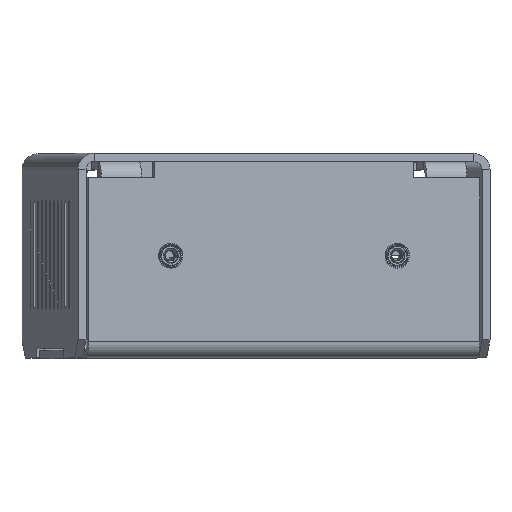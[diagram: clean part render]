
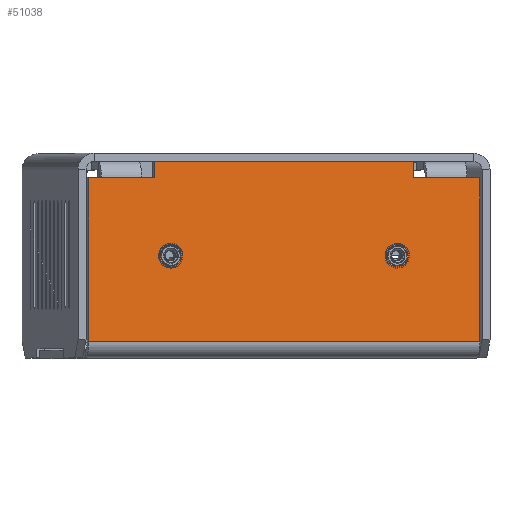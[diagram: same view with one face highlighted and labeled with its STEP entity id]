
A CAD part, top view. The second image highlights one B-rep face of the part: STEP entity #51038.
In plain terms, the highlighted face is planar.
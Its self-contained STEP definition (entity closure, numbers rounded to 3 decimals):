
#652 = CARTESIAN_POINT ( 'NONE',  ( -30.5, 33.637, -38.85 ) ) ;
#780 = LINE ( 'NONE', #13611, #87970 ) ;
#898 = CARTESIAN_POINT ( 'NONE',  ( -30.5, 18.413, -20.392 ) ) ;
#1812 = EDGE_CURVE ( 'NONE', #93669, #95899, #103804, .T. ) ;
#2888 = CARTESIAN_POINT ( 'NONE',  ( -30.5, 18.413, -24.608 ) ) ;
#3001 = VERTEX_POINT ( 'NONE', #106609 ) ;
#3682 = DIRECTION ( 'NONE',  ( 0., 0., 1. ) ) ;
#4281 = CIRCLE ( 'NONE', #104304, 2.108 ) ;
#5259 = CARTESIAN_POINT ( 'NONE',  ( -30.5, 33.637, 25.77 ) ) ;
#5717 = DIRECTION ( 'NONE',  ( -1., 0., 0. ) ) ;
#6559 = DIRECTION ( 'NONE',  ( 0., 0., 1. ) ) ;
#7400 = LINE ( 'NONE', #88749, #108235 ) ;
#7856 = DIRECTION ( 'NONE',  ( -1., 0., 0. ) ) ;
#8414 = VECTOR ( 'NONE', #43967, 1000. ) ;
#11658 = CARTESIAN_POINT ( 'NONE',  ( -30.5, 33.637, 25.77 ) ) ;
#12907 = CARTESIAN_POINT ( 'NONE',  ( -30.5, 33.637, -36.31 ) ) ;
#13611 = CARTESIAN_POINT ( 'NONE',  ( -30.5, 33.637, 0. ) ) ;
#14477 = EDGE_CURVE ( 'NONE', #95899, #66738, #115018, .T. ) ;
#14865 = DIRECTION ( 'NONE',  ( 0., 0., 1. ) ) ;
#14894 = ORIENTED_EDGE ( 'NONE', *, *, #85481, .F. ) ;
#16580 = EDGE_CURVE ( 'NONE', #16843, #105617, #60051, .T. ) ;
#16694 = ORIENTED_EDGE ( 'NONE', *, *, #37564, .T. ) ;
#16755 = EDGE_CURVE ( 'NONE', #56877, #72538, #92015, .T. ) ;
#16843 = VERTEX_POINT ( 'NONE', #2888 ) ;
#16974 = VERTEX_POINT ( 'NONE', #63584 ) ;
#17308 = DIRECTION ( 'NONE',  ( 0., 0., 1. ) ) ;
#17668 = ORIENTED_EDGE ( 'NONE', *, *, #90647, .F. ) ;
#18115 = VECTOR ( 'NONE', #14865, 1000. ) ;
#19525 = DIRECTION ( 'NONE',  ( -1., 0., 0. ) ) ;
#21655 = EDGE_CURVE ( 'NONE', #16974, #62914, #22630, .T. ) ;
#21901 = DIRECTION ( 'NONE',  ( 0., -1., 0. ) ) ;
#22630 = LINE ( 'NONE', #652, #97546 ) ;
#23585 = FACE_BOUND ( 'NONE', #59947, .T. ) ;
#23808 = CARTESIAN_POINT ( 'NONE',  ( -30.5, 33.637, -25.77 ) ) ;
#26718 = DIRECTION ( 'NONE',  ( 0., 0., 1. ) ) ;
#28013 = DIRECTION ( 'NONE',  ( 0., 0., 1. ) ) ;
#28133 = PLANE ( 'NONE',  #96761 ) ;
#28252 = ORIENTED_EDGE ( 'NONE', *, *, #1812, .F. ) ;
#29447 = ORIENTED_EDGE ( 'NONE', *, *, #35019, .F. ) ;
#29806 = CIRCLE ( 'NONE', #48484, 2.108 ) ;
#30827 = EDGE_CURVE ( 'NONE', #66738, #121799, #780, .T. ) ;
#34190 = CARTESIAN_POINT ( 'NONE',  ( -30.5, 33.637, 0. ) ) ;
#34824 = VECTOR ( 'NONE', #17308, 1000. ) ;
#35019 = EDGE_CURVE ( 'NONE', #72538, #56877, #29806, .T. ) ;
#37359 = VECTOR ( 'NONE', #43103, 1000. ) ;
#37564 = EDGE_CURVE ( 'NONE', #95296, #3001, #7400, .T. ) ;
#37622 = EDGE_CURVE ( 'NONE', #63658, #122332, #120393, .T. ) ;
#37965 = VECTOR ( 'NONE', #40984, 1000. ) ;
#38433 = CARTESIAN_POINT ( 'NONE',  ( -30.5, -29.473, 0. ) ) ;
#39425 = CARTESIAN_POINT ( 'NONE',  ( -30.5, 33.637, 28.31 ) ) ;
#39704 = CARTESIAN_POINT ( 'NONE',  ( -30.5, 33.637, -25.77 ) ) ;
#39995 = CARTESIAN_POINT ( 'NONE',  ( -30.5, 18.413, -22.5 ) ) ;
#40612 = ORIENTED_EDGE ( 'NONE', *, *, #72775, .F. ) ;
#40984 = DIRECTION ( 'NONE',  ( 0., 1., 0. ) ) ;
#42904 = VERTEX_POINT ( 'NONE', #44982 ) ;
#43103 = DIRECTION ( 'NONE',  ( 0., 1., 0. ) ) ;
#43967 = DIRECTION ( 'NONE',  ( 0., 0., 1. ) ) ;
#44982 = CARTESIAN_POINT ( 'NONE',  ( -30.5, 33.637, -28.31 ) ) ;
#47172 = DIRECTION ( 'NONE',  ( 0., 0., 1. ) ) ;
#47563 = LINE ( 'NONE', #86190, #122403 ) ;
#48473 = CARTESIAN_POINT ( 'NONE',  ( -30.5, 33.637, 38.85 ) ) ;
#48484 = AXIS2_PLACEMENT_3D ( 'NONE', #104479, #85301, #26718 ) ;
#49737 = DIRECTION ( 'NONE',  ( 0., 0., 1. ) ) ;
#51038 = ADVANCED_FACE ( 'NONE', ( #23585, #63394, #92418 ), #28133, .T. ) ;
#54488 = CARTESIAN_POINT ( 'NONE',  ( -30.5, 18.413, -22.5 ) ) ;
#55505 = CARTESIAN_POINT ( 'NONE',  ( -30.5, 33.637, -28.31 ) ) ;
#56598 = ORIENTED_EDGE ( 'NONE', *, *, #72940, .F. ) ;
#56877 = VERTEX_POINT ( 'NONE', #94026 ) ;
#56894 = ORIENTED_EDGE ( 'NONE', *, *, #14477, .F. ) ;
#57430 = ORIENTED_EDGE ( 'NONE', *, *, #16580, .F. ) ;
#59947 = EDGE_LOOP ( 'NONE', ( #65219, #57430 ) ) ;
#60051 = CIRCLE ( 'NONE', #102456, 2.108 ) ;
#61521 = ORIENTED_EDGE ( 'NONE', *, *, #30827, .F. ) ;
#61536 = VECTOR ( 'NONE', #117728, 1000. ) ;
#62914 = VERTEX_POINT ( 'NONE', #12907 ) ;
#63394 = FACE_BOUND ( 'NONE', #115065, .T. ) ;
#63584 = CARTESIAN_POINT ( 'NONE',  ( -30.5, 33.637, -38.85 ) ) ;
#63658 = VERTEX_POINT ( 'NONE', #23808 ) ;
#64698 = VECTOR ( 'NONE', #49737, 1000. ) ;
#65219 = ORIENTED_EDGE ( 'NONE', *, *, #101565, .F. ) ;
#65364 = CARTESIAN_POINT ( 'NONE',  ( -30.5, 36.825, 25.77 ) ) ;
#66738 = VERTEX_POINT ( 'NONE', #39425 ) ;
#66896 = CARTESIAN_POINT ( 'NONE',  ( -30.5, 18.413, 20.392 ) ) ;
#66945 = LINE ( 'NONE', #55505, #34824 ) ;
#69577 = VERTEX_POINT ( 'NONE', #100811 ) ;
#70786 = DIRECTION ( 'NONE',  ( 0., 0., 1. ) ) ;
#72538 = VERTEX_POINT ( 'NONE', #66896 ) ;
#72775 = EDGE_CURVE ( 'NONE', #62914, #42904, #119915, .T. ) ;
#72900 = CARTESIAN_POINT ( 'NONE',  ( -30.5, 1.6, -38.85 ) ) ;
#72940 = EDGE_CURVE ( 'NONE', #95296, #16974, #106060, .T. ) ;
#77664 = CARTESIAN_POINT ( 'NONE',  ( -30.5, 33.637, 36.31 ) ) ;
#80645 = CARTESIAN_POINT ( 'NONE',  ( -30.5, 33.637, 28.31 ) ) ;
#83140 = CARTESIAN_POINT ( 'NONE',  ( -30.5, 36.825, -25.77 ) ) ;
#85301 = DIRECTION ( 'NONE',  ( -1., 0., 0. ) ) ;
#85481 = EDGE_CURVE ( 'NONE', #42904, #63658, #66945, .T. ) ;
#86190 = CARTESIAN_POINT ( 'NONE',  ( -30.5, -14.973, 38.85 ) ) ;
#86474 = ORIENTED_EDGE ( 'NONE', *, *, #16755, .F. ) ;
#87970 = VECTOR ( 'NONE', #119586, 1000. ) ;
#88749 = CARTESIAN_POINT ( 'NONE',  ( -30.5, 1.6, 0. ) ) ;
#90647 = EDGE_CURVE ( 'NONE', #122332, #93669, #108364, .T. ) ;
#92015 = CIRCLE ( 'NONE', #113062, 2.108 ) ;
#92418 = FACE_OUTER_BOUND ( 'NONE', #103100, .T. ) ;
#93669 = VERTEX_POINT ( 'NONE', #65364 ) ;
#93701 = LINE ( 'NONE', #48473, #64698 ) ;
#94026 = CARTESIAN_POINT ( 'NONE',  ( -30.5, 18.413, 24.608 ) ) ;
#95296 = VERTEX_POINT ( 'NONE', #72900 ) ;
#95414 = CARTESIAN_POINT ( 'NONE',  ( -30.5, 18.413, 22.5 ) ) ;
#95415 = EDGE_CURVE ( 'NONE', #69577, #3001, #47563, .T. ) ;
#95899 = VERTEX_POINT ( 'NONE', #5259 ) ;
#96761 = AXIS2_PLACEMENT_3D ( 'NONE', #38433, #19525, #125610 ) ;
#97546 = VECTOR ( 'NONE', #28013, 1000. ) ;
#98819 = ORIENTED_EDGE ( 'NONE', *, *, #95415, .F. ) ;
#100392 = EDGE_CURVE ( 'NONE', #121799, #69577, #93701, .T. ) ;
#100811 = CARTESIAN_POINT ( 'NONE',  ( -30.5, 33.637, 38.85 ) ) ;
#101565 = EDGE_CURVE ( 'NONE', #105617, #16843, #4281, .T. ) ;
#101618 = CARTESIAN_POINT ( 'NONE',  ( -30.5, -14.973, -38.85 ) ) ;
#102456 = AXIS2_PLACEMENT_3D ( 'NONE', #54488, #5717, #6559 ) ;
#103100 = EDGE_LOOP ( 'NONE', ( #56598, #16694, #98819, #103522, #61521, #56894, #28252, #17668, #118800, #14894, #40612, #123363 ) ) ;
#103522 = ORIENTED_EDGE ( 'NONE', *, *, #100392, .F. ) ;
#103804 = LINE ( 'NONE', #11658, #123665 ) ;
#104304 = AXIS2_PLACEMENT_3D ( 'NONE', #39995, #120703, #3682 ) ;
#104479 = CARTESIAN_POINT ( 'NONE',  ( -30.5, 18.413, 22.5 ) ) ;
#105617 = VERTEX_POINT ( 'NONE', #898 ) ;
#106060 = LINE ( 'NONE', #101618, #37359 ) ;
#106609 = CARTESIAN_POINT ( 'NONE',  ( -30.5, 1.6, 38.85 ) ) ;
#108235 = VECTOR ( 'NONE', #70786, 1000. ) ;
#108364 = LINE ( 'NONE', #112284, #18115 ) ;
#112284 = CARTESIAN_POINT ( 'NONE',  ( -30.5, 36.825, -25.77 ) ) ;
#113062 = AXIS2_PLACEMENT_3D ( 'NONE', #95414, #7856, #47172 ) ;
#115018 = LINE ( 'NONE', #80645, #61536 ) ;
#115065 = EDGE_LOOP ( 'NONE', ( #86474, #29447 ) ) ;
#117728 = DIRECTION ( 'NONE',  ( 0., 0., 1. ) ) ;
#118800 = ORIENTED_EDGE ( 'NONE', *, *, #37622, .F. ) ;
#119586 = DIRECTION ( 'NONE',  ( 0., 0., 1. ) ) ;
#119915 = LINE ( 'NONE', #34190, #8414 ) ;
#120393 = LINE ( 'NONE', #39704, #37965 ) ;
#120703 = DIRECTION ( 'NONE',  ( -1., 0., 0. ) ) ;
#121799 = VERTEX_POINT ( 'NONE', #77664 ) ;
#122332 = VERTEX_POINT ( 'NONE', #83140 ) ;
#122403 = VECTOR ( 'NONE', #125882, 1000. ) ;
#123363 = ORIENTED_EDGE ( 'NONE', *, *, #21655, .F. ) ;
#123665 = VECTOR ( 'NONE', #21901, 1000. ) ;
#125610 = DIRECTION ( 'NONE',  ( 0., 0., -1. ) ) ;
#125882 = DIRECTION ( 'NONE',  ( 0., -1., 0. ) ) ;
